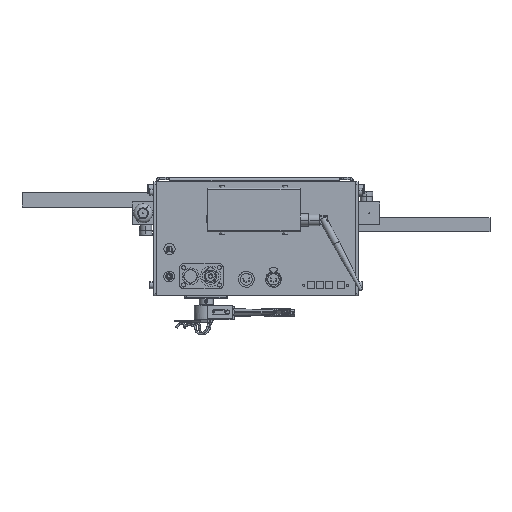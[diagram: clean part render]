
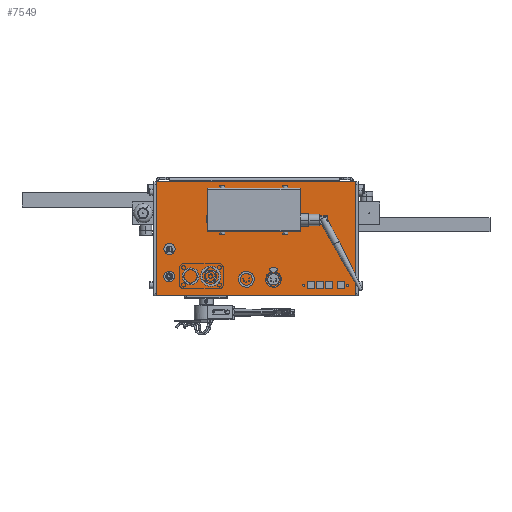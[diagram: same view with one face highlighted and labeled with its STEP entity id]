
A CAD part, top view. The second image highlights one B-rep face of the part: STEP entity #7549.
In plain terms, the highlighted planar face has unit normal (0, 0, 1).
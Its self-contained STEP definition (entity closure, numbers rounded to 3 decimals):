
#36 = CARTESIAN_POINT ( 'NONE',  ( 284., -78.113, 90.435 ) ) ;
#348 = EDGE_CURVE ( 'NONE', #130956, #50191, #27005, .T. ) ;
#1618 = CARTESIAN_POINT ( 'NONE',  ( 4., -78.113, 90.435 ) ) ;
#5344 = VECTOR ( 'NONE', #48618, 1000. ) ;
#7549 = ADVANCED_FACE ( 'NONE', ( #111166 ), #85027, .F. ) ;
#10748 = DIRECTION ( 'NONE',  ( 0., 0., -1. ) ) ;
#11012 = ORIENTED_EDGE ( 'NONE', *, *, #348, .F. ) ;
#27005 = LINE ( 'NONE', #1618, #43641 ) ;
#30512 = VECTOR ( 'NONE', #86621, 1000. ) ;
#33531 = CARTESIAN_POINT ( 'NONE',  ( 4., 81.887, 90.435 ) ) ;
#34765 = DIRECTION ( 'NONE',  ( 0., 1., 0. ) ) ;
#35203 = LINE ( 'NONE', #149170, #5344 ) ;
#35647 = AXIS2_PLACEMENT_3D ( 'NONE', #48663, #10748, #148391 ) ;
#37414 = EDGE_CURVE ( 'NONE', #132256, #50191, #101770, .T. ) ;
#39772 = ORIENTED_EDGE ( 'NONE', *, *, #146574, .T. ) ;
#42878 = ORIENTED_EDGE ( 'NONE', *, *, #37414, .T. ) ;
#43641 = VECTOR ( 'NONE', #53917, 1000. ) ;
#48618 = DIRECTION ( 'NONE',  ( -1., 0., 0. ) ) ;
#48663 = CARTESIAN_POINT ( 'NONE',  ( 4., -78.113, 90.435 ) ) ;
#50191 = VERTEX_POINT ( 'NONE', #96474 ) ;
#53917 = DIRECTION ( 'NONE',  ( 0., 1., 0. ) ) ;
#62238 = EDGE_CURVE ( 'NONE', #89072, #130956, #35203, .T. ) ;
#81464 = VECTOR ( 'NONE', #34765, 1000. ) ;
#85027 = PLANE ( 'NONE',  #35647 ) ;
#86621 = DIRECTION ( 'NONE',  ( -1., 0., 0. ) ) ;
#88263 = CARTESIAN_POINT ( 'NONE',  ( 4., -78.113, 90.435 ) ) ;
#89072 = VERTEX_POINT ( 'NONE', #145031 ) ;
#96474 = CARTESIAN_POINT ( 'NONE',  ( 4., 81.887, 90.435 ) ) ;
#101770 = LINE ( 'NONE', #33531, #30512 ) ;
#111166 = FACE_OUTER_BOUND ( 'NONE', #130595, .T. ) ;
#124343 = CARTESIAN_POINT ( 'NONE',  ( 284., 81.887, 90.435 ) ) ;
#130595 = EDGE_LOOP ( 'NONE', ( #42878, #11012, #157072, #39772 ) ) ;
#130956 = VERTEX_POINT ( 'NONE', #88263 ) ;
#132256 = VERTEX_POINT ( 'NONE', #124343 ) ;
#145031 = CARTESIAN_POINT ( 'NONE',  ( 284., -78.113, 90.435 ) ) ;
#146574 = EDGE_CURVE ( 'NONE', #89072, #132256, #151264, .T. ) ;
#148391 = DIRECTION ( 'NONE',  ( 0., -1., 0. ) ) ;
#149170 = CARTESIAN_POINT ( 'NONE',  ( 4., -78.113, 90.435 ) ) ;
#151264 = LINE ( 'NONE', #36, #81464 ) ;
#157072 = ORIENTED_EDGE ( 'NONE', *, *, #62238, .F. ) ;
